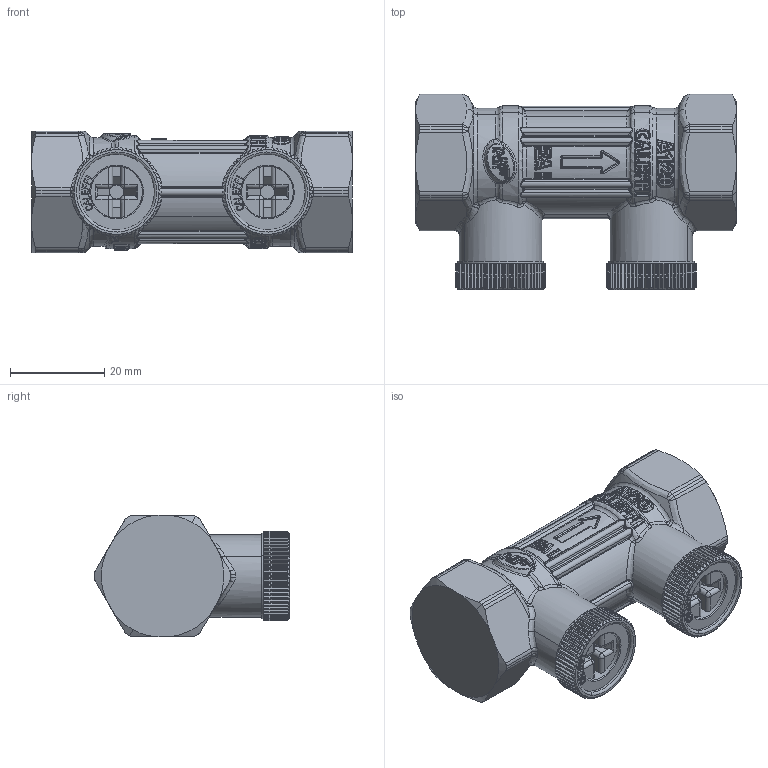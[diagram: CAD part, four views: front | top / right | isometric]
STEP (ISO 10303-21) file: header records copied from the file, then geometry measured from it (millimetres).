
FILE_DESCRIPTION(('CATIA V5 STEP Exchange'),'2;1');
FILE_NAME('STEP_304540_-_TST.stp','2019-01-24T06:55:26+00:00',('none'),('none'),'CATIA Version 5-6 Release 2016 SP4','CATIA V5 STEP AP203','none');
FILE_SCHEMA(('CONFIG_CONTROL_DESIGN'));
Products named in the file (1): 304540 - TST
Bounding box: 68 x 41.5 x 25.8 mm (x, y, z)
Volume: 39134.8 mm3; surface area: 9411.9 mm2
Topology: 1 solids, 3 shells, 2993 faces, 7467 edges, 4305 vertices
Faces by surface type: bspline 1445, plane 789, cylinder 453, sphere 202, torus 68, cone 28, revolution 8
Entity records: 172759 total; most frequent: CARTESIAN_POINT 118254, ORIENTED_EDGE 14510, EDGE_CURVE 7255, DIRECTION 5304, VERTEX_POINT 4305, B_SPLINE_CURVE_WITH_KNOTS 4227, EDGE_LOOP 3034, ADVANCED_FACE 2993
